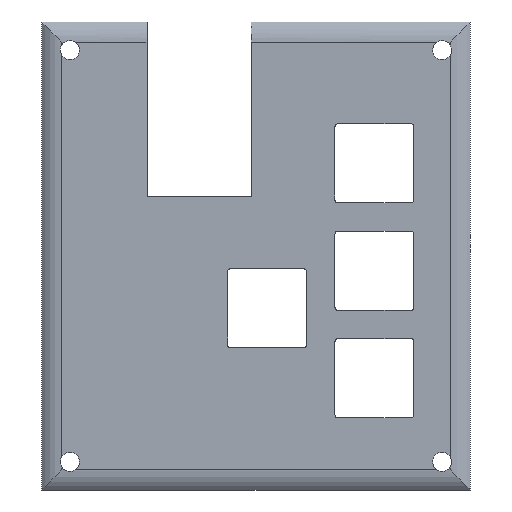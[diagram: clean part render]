
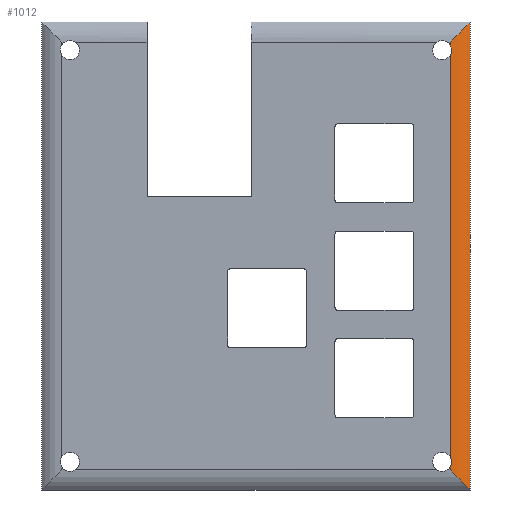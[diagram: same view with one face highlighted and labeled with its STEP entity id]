
A CAD part, top view. The second image highlights one B-rep face of the part: STEP entity #1012.
In plain terms, the highlighted cylindrical face has radius 5 mm (diameter 10 mm), a partial arc.
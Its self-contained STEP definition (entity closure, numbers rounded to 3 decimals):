
#53=FACE_OUTER_BOUND('',#103,.T.);
#103=EDGE_LOOP('',(#680,#681,#682,#683,#684,#685,#686,#687));
#164=ELLIPSE('',#1077,7.071,5.);
#165=ELLIPSE('',#1079,7.071,5.);
#169=B_SPLINE_CURVE_WITH_KNOTS('',3,(#1503,#1504,#1505,#1506,#1507,#1508,
#1509,#1510,#1511,#1512),.UNSPECIFIED.,.F.,.F.,(4,2,2,2,4),(0.438,
0.466,0.531,0.595,0.623),
 .UNSPECIFIED.);
#170=B_SPLINE_CURVE_WITH_KNOTS('',3,(#1516,#1517,#1518,#1519,#1520,#1521,
#1522,#1523,#1524,#1525),.UNSPECIFIED.,.F.,.F.,(4,2,2,2,4),(0.438,
0.466,0.531,0.595,0.623),
 .UNSPECIFIED.);
#181=LINE('',#1514,#275);
#182=LINE('',#1527,#276);
#183=LINE('',#1530,#277);
#184=LINE('',#1531,#278);
#275=VECTOR('',#1190,5.);
#276=VECTOR('',#1191,5.);
#277=VECTOR('',#1194,10.);
#278=VECTOR('',#1195,5.);
#418=VERTEX_POINT('',#1495);
#419=VERTEX_POINT('',#1497);
#420=VERTEX_POINT('',#1501);
#421=VERTEX_POINT('',#1502);
#422=VERTEX_POINT('',#1513);
#423=VERTEX_POINT('',#1515);
#424=VERTEX_POINT('',#1526);
#425=VERTEX_POINT('',#1528);
#522=EDGE_CURVE('',#418,#419,#164,.T.);
#524=EDGE_CURVE('',#420,#421,#169,.T.);
#525=EDGE_CURVE('',#421,#422,#181,.T.);
#526=EDGE_CURVE('',#422,#423,#170,.T.);
#527=EDGE_CURVE('',#423,#424,#182,.T.);
#528=EDGE_CURVE('',#424,#425,#165,.T.);
#529=EDGE_CURVE('',#419,#425,#183,.T.);
#530=EDGE_CURVE('',#418,#420,#184,.T.);
#680=ORIENTED_EDGE('',*,*,#524,.T.);
#681=ORIENTED_EDGE('',*,*,#525,.T.);
#682=ORIENTED_EDGE('',*,*,#526,.T.);
#683=ORIENTED_EDGE('',*,*,#527,.T.);
#684=ORIENTED_EDGE('',*,*,#528,.T.);
#685=ORIENTED_EDGE('',*,*,#529,.F.);
#686=ORIENTED_EDGE('',*,*,#522,.F.);
#687=ORIENTED_EDGE('',*,*,#530,.T.);
#987=CYLINDRICAL_SURFACE('',#1078,5.);
#1012=ADVANCED_FACE('',(#53),#987,.T.);
#1077=AXIS2_PLACEMENT_3D('',#1498,#1185,#1186);
#1078=AXIS2_PLACEMENT_3D('',#1500,#1188,#1189);
#1079=AXIS2_PLACEMENT_3D('',#1529,#1192,#1193);
#1185=DIRECTION('center_axis',(-0.707,0.707,0.));
#1186=DIRECTION('ref_axis',(-0.707,-0.707,0.));
#1188=DIRECTION('center_axis',(0.,-1.,0.));
#1189=DIRECTION('ref_axis',(0.714,0.,0.7));
#1190=DIRECTION('',(0.,-1.,0.));
#1191=DIRECTION('',(0.,-1.,0.));
#1192=DIRECTION('center_axis',(0.707,0.707,0.));
#1193=DIRECTION('ref_axis',(-0.707,0.707,0.));
#1194=DIRECTION('',(0.,-1.,0.));
#1195=DIRECTION('',(0.,-1.,0.));
#1495=CARTESIAN_POINT('',(26.11,75.028,1.5));
#1497=CARTESIAN_POINT('',(29.681,78.598,0.));
#1498=CARTESIAN_POINT('Origin',(26.11,75.028,-3.5));
#1500=CARTESIAN_POINT('Origin',(26.11,78.598,-3.5));
#1501=CARTESIAN_POINT('',(26.11,74.519,1.5));
#1502=CARTESIAN_POINT('',(26.11,72.678,1.5));
#1503=CARTESIAN_POINT('Ctrl Pts',(26.11,74.519,1.5));
#1504=CARTESIAN_POINT('Ctrl Pts',(26.164,74.434,1.5));
#1505=CARTESIAN_POINT('Ctrl Pts',(26.212,74.344,1.499));
#1506=CARTESIAN_POINT('Ctrl Pts',(26.338,74.041,1.496));
#1507=CARTESIAN_POINT('Ctrl Pts',(26.381,73.812,1.493));
#1508=CARTESIAN_POINT('Ctrl Pts',(26.381,73.384,1.493));
#1509=CARTESIAN_POINT('Ctrl Pts',(26.338,73.156,1.496));
#1510=CARTESIAN_POINT('Ctrl Pts',(26.212,72.853,1.499));
#1511=CARTESIAN_POINT('Ctrl Pts',(26.164,72.762,1.5));
#1512=CARTESIAN_POINT('Ctrl Pts',(26.11,72.678,1.5));
#1513=CARTESIAN_POINT('',(26.11,1.519,1.5));
#1514=CARTESIAN_POINT('',(26.11,78.598,1.5));
#1515=CARTESIAN_POINT('',(26.11,-0.322,1.5));
#1516=CARTESIAN_POINT('Ctrl Pts',(26.11,1.519,1.5));
#1517=CARTESIAN_POINT('Ctrl Pts',(26.164,1.434,1.5));
#1518=CARTESIAN_POINT('Ctrl Pts',(26.212,1.344,1.499));
#1519=CARTESIAN_POINT('Ctrl Pts',(26.338,1.041,1.496));
#1520=CARTESIAN_POINT('Ctrl Pts',(26.381,0.812,1.493));
#1521=CARTESIAN_POINT('Ctrl Pts',(26.381,0.384,1.493));
#1522=CARTESIAN_POINT('Ctrl Pts',(26.338,0.156,1.496));
#1523=CARTESIAN_POINT('Ctrl Pts',(26.212,-0.147,1.499));
#1524=CARTESIAN_POINT('Ctrl Pts',(26.164,-0.238,1.5));
#1525=CARTESIAN_POINT('Ctrl Pts',(26.11,-0.322,1.5));
#1526=CARTESIAN_POINT('',(26.11,-0.831,1.5));
#1527=CARTESIAN_POINT('',(26.11,78.598,1.5));
#1528=CARTESIAN_POINT('',(29.681,-4.402,0.));
#1529=CARTESIAN_POINT('Origin',(26.11,-0.831,-3.5));
#1530=CARTESIAN_POINT('',(29.681,78.598,0.));
#1531=CARTESIAN_POINT('',(26.11,78.598,1.5));
